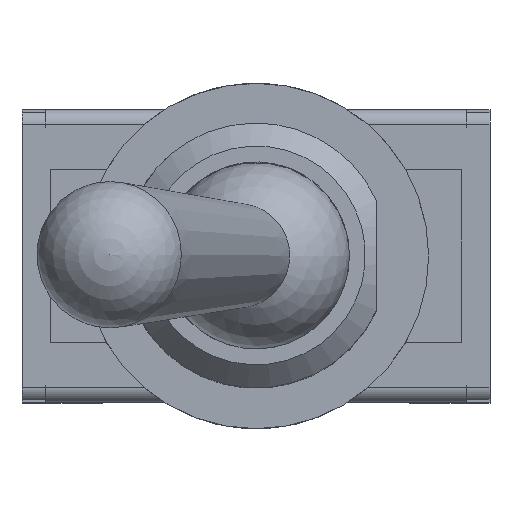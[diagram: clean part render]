
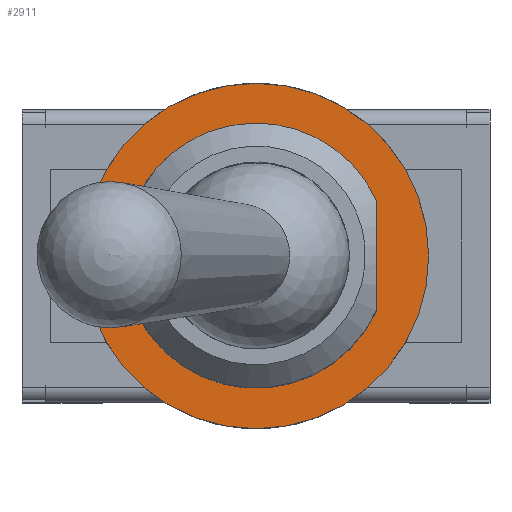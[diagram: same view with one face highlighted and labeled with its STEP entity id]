
A CAD part, top view. The second image highlights one B-rep face of the part: STEP entity #2911.
In plain terms, the highlighted planar face has unit normal (0, 0, 1).
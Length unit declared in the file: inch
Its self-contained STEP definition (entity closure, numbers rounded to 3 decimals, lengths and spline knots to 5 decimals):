
#2836=CARTESIAN_POINT('',(0.08228,-0.0378,0.30866));
#2837=VERTEX_POINT('',#2836);
#2844=CARTESIAN_POINT('',(0.08228,0.0378,0.30866));
#2845=VERTEX_POINT('',#2844);
#2846=CARTESIAN_POINT('',(0.08228,0.0378,0.30866));
#2847=DIRECTION('',(0.0,-1.0,0.0));
#2848=VECTOR('',#2847,0.0756);
#2849=LINE('',#2846,#2848);
#2850=EDGE_CURVE('',#2845,#2837,#2849,.T.);
#2880=CARTESIAN_POINT('',(0.,0.,0.30866));
#2881=DIRECTION('',(0.0,0.0,-1.0));
#2882=DIRECTION('',(-0.909,-0.417,0.0));
#2883=AXIS2_PLACEMENT_3D('',#2880,#2881,#2882);
#2884=CIRCLE('',#2883,0.09055);
#2885=EDGE_CURVE('',#2837,#2845,#2884,.T.);
#2891=CARTESIAN_POINT('',(0.12992,-0.12992,0.30866));
#2892=DIRECTION('',(0.0,0.0,-1.0));
#2893=DIRECTION('',(-1.0,0.0,0.0));
#2894=AXIS2_PLACEMENT_3D('',#2891,#2892,#2893);
#2895=PLANE('',#2894);
#2896=CARTESIAN_POINT('',(0.11811,0.,0.30866));
#2897=VERTEX_POINT('',#2896);
#2898=CARTESIAN_POINT('',(0.,0.,0.30866));
#2899=DIRECTION('',(0.0,0.0,-1.0));
#2900=DIRECTION('',(-1.0,0.0,0.0));
#2901=AXIS2_PLACEMENT_3D('',#2898,#2899,#2900);
#2902=CIRCLE('',#2901,0.11811);
#2903=EDGE_CURVE('',#2897,#2897,#2902,.T.);
#2904=ORIENTED_EDGE('',*,*,#2903,.F.);
#2905=EDGE_LOOP('',(#2904));
#2906=FACE_OUTER_BOUND('',#2905,.T.);
#2907=ORIENTED_EDGE('',*,*,#2850,.T.);
#2908=ORIENTED_EDGE('',*,*,#2885,.T.);
#2909=EDGE_LOOP('',(#2907,#2908));
#2910=FACE_BOUND('',#2909,.T.);
#2911=ADVANCED_FACE('',(#2906,#2910),#2895,.F.);
